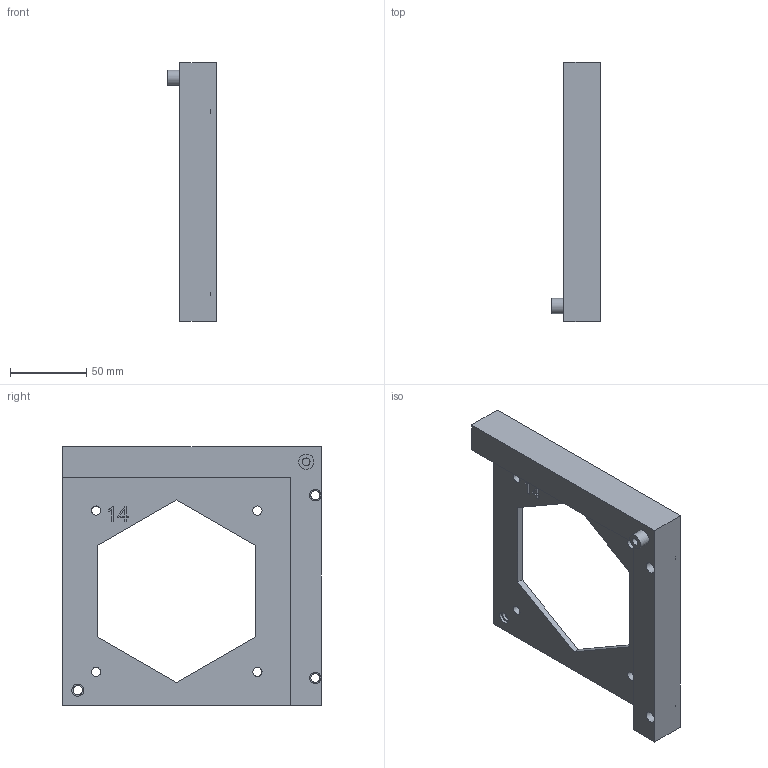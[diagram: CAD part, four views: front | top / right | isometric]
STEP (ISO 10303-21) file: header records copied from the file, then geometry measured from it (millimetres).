
FILE_DESCRIPTION(('FreeCAD Model'),'2;1');
FILE_NAME('Open CASCADE Shape Model','2025-05-28T20:54:26',(''),(''), 'Open CASCADE STEP processor 7.8','FreeCAD','Unknown');
FILE_SCHEMA(('AUTOMOTIVE_DESIGN { 1 0 10303 214 1 1 1 1 }'));
Length unit declared in the file: millimetre
Products named in the file (1): 14FrontPanel
Bounding box: 32 x 170 x 170 mm (x, y, z)
Volume: 203941 mm3; surface area: 58522.2 mm2
Topology: 1 solids, 1 shells, 58 faces, 144 edges, 96 vertices
Faces by surface type: plane 42, cylinder 12, extrusion 4
Full cylindrical faces by diameter (mm): 5 x1, 6 x7, 7.5 x2, 8 x1, 10 x1
Entity records: 1798 total; most frequent: CARTESIAN_POINT 347, ORIENTED_EDGE 288, DIRECTION 274, EDGE_CURVE 144, VECTOR 116, LINE 112, VERTEX_POINT 96, FACE_BOUND 82
